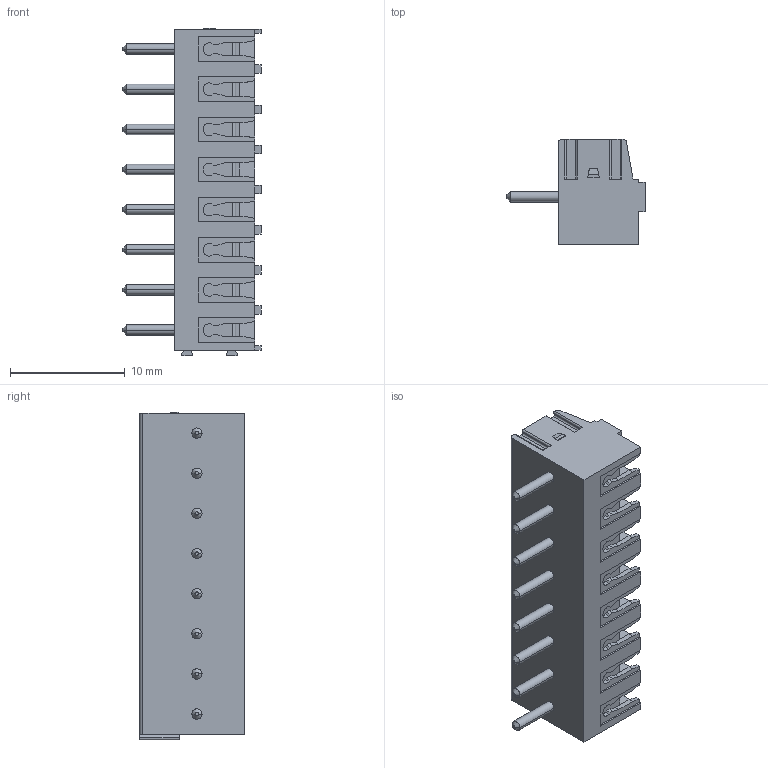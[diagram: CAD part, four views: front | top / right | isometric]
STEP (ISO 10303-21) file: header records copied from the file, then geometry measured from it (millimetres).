
FILE_DESCRIPTION((''),'2;1');
FILE_NAME('TL012R','2024-09-25T',('yanfa'),(''),'PRO/ENGINEER BY PARAMETRIC TECHNOLOGY CORPORATION, 2009280','PRO/ENGINEER BY PARAMETRIC TECHNOLOGY CORPORATION, 2009280','');
FILE_SCHEMA(('AUTOMOTIVE_DESIGN_CC2 { 1 2 10303 214 -1 1 5 2 }'));
Length unit declared in the file: millimetre
Products named in the file (1): TL012R
Bounding box: 12.05 x 9.15 x 28.58 mm (x, y, z)
Volume: 1346.3 mm3; surface area: 2835.7 mm2
Topology: 1 solids, 1 shells, 747 faces, 2008 edges, 1296 vertices
Faces by surface type: plane 517, cylinder 150, cone 48, torus 16, extrusion 16
Entity records: 23368 total; most frequent: CARTESIAN_POINT 4417, ORIENTED_EDGE 4016, DIRECTION 3818, EDGE_CURVE 2008, VECTOR 1596, LINE 1580, VERTEX_POINT 1296, AXIS2_PLACEMENT_3D 1111
